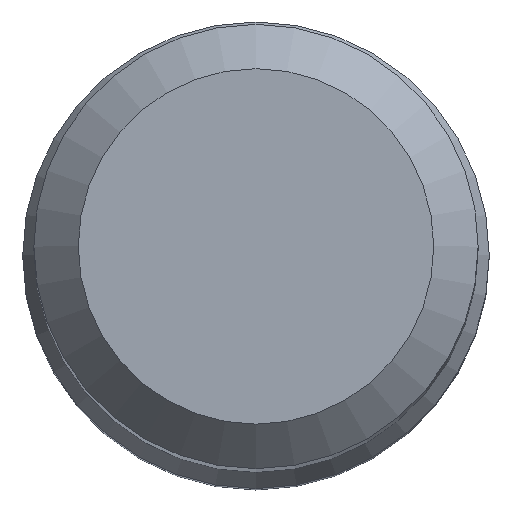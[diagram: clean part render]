
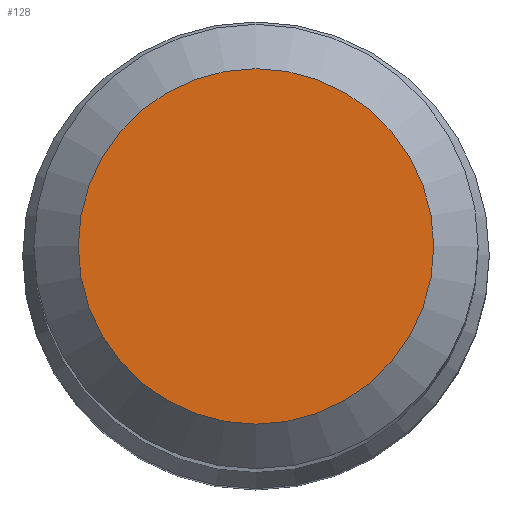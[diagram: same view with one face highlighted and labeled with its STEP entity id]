
A CAD part, top view. The second image highlights one B-rep face of the part: STEP entity #128.
In plain terms, the highlighted planar face has unit normal (0, 0, 1).
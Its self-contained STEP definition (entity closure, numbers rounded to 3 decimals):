
#1 = CARTESIAN_POINT ( 'NONE',  ( 0., 0., 133. ) ) ;
#2 = DIRECTION ( 'NONE',  ( 0., 0., -1. ) ) ;
#32 = VERTEX_POINT ( 'NONE', #158 ) ;
#51 = EDGE_CURVE ( 'NONE', #32, #32, #169, .T. ) ;
#69 = EDGE_LOOP ( 'NONE', ( #205 ) ) ;
#100 = AXIS2_PLACEMENT_3D ( 'NONE', #1, #2, #175 ) ;
#119 = AXIS2_PLACEMENT_3D ( 'NONE', #173, #241, #172 ) ;
#128 = ADVANCED_FACE ( 'NONE', ( #259 ), #196, .F. ) ;
#158 = CARTESIAN_POINT ( 'NONE',  ( 0., 4., 133. ) ) ;
#169 = CIRCLE ( 'NONE', #119, 4. ) ;
#172 = DIRECTION ( 'NONE',  ( 0., 1., 0. ) ) ;
#173 = CARTESIAN_POINT ( 'NONE',  ( 0., 0., 133. ) ) ;
#175 = DIRECTION ( 'NONE',  ( 0., 1., 0. ) ) ;
#196 = PLANE ( 'NONE',  #100 ) ;
#205 = ORIENTED_EDGE ( 'NONE', *, *, #51, .F. ) ;
#241 = DIRECTION ( 'NONE',  ( 0., 0., -1. ) ) ;
#259 = FACE_OUTER_BOUND ( 'NONE', #69, .T. ) ;
